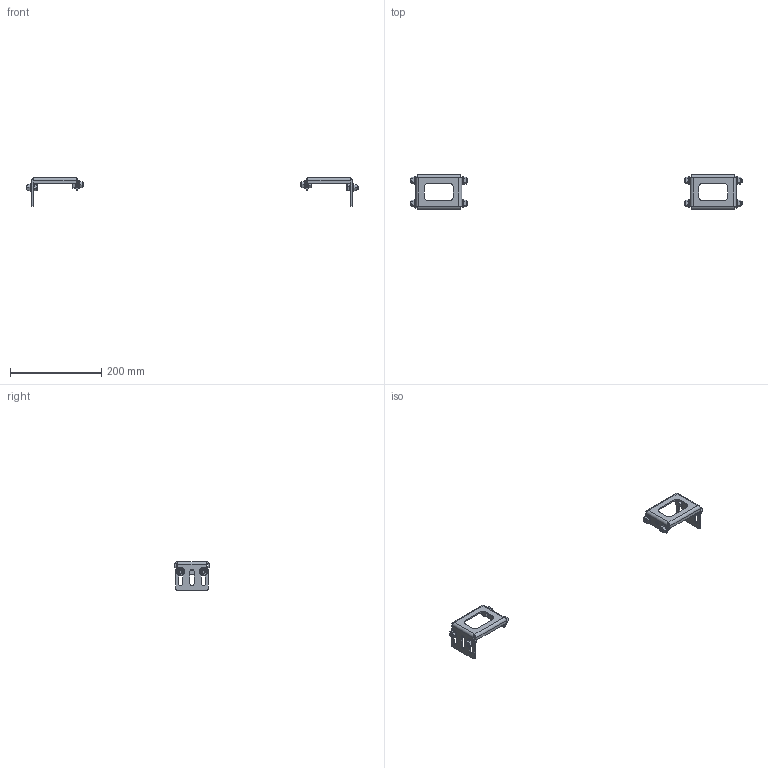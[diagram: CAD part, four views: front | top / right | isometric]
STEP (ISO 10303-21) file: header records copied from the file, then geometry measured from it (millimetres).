
FILE_DESCRIPTION (( 'STEP AP203' ), '1' );
FILE_NAME ('RZMCRE02IT.STEP', '2014-04-04T11:41:35', ( 'admin' ), ( '' ), 'SwSTEP 2.0', 'SolidWorks 2013', '' );
FILE_SCHEMA (( 'CONFIG_CONTROL_DESIGN' ));
Length unit declared in the file: millimetre
Products named in the file (4): A0400005_A0400005; AC00C648; A3300003_A3300003; RZMCRE02IT
Assembly tree (18 placements, depth 2):
  RZMCRE02IT
    AC00C648  x2
    A0400005_A0400005  x8
    A3300003_A3300003  x8
Bounding box: 726 x 75 x 63 mm (x, y, z)
Volume: 89302.2 mm3; surface area: 67065.1 mm2
Topology: 18 solids, 18 shells, 1018 faces, 2666 edges, 1700 vertices
Faces by surface type: plane 624, cone 224, cylinder 106, torus 64
Entity records: 6945 total; most frequent: CARTESIAN_POINT 1241, DIRECTION 1093, ORIENTED_EDGE 998, EDGE_CURVE 499, AXIS2_PLACEMENT_3D 420, VERTEX_POINT 316, LINE 253, VECTOR 253
